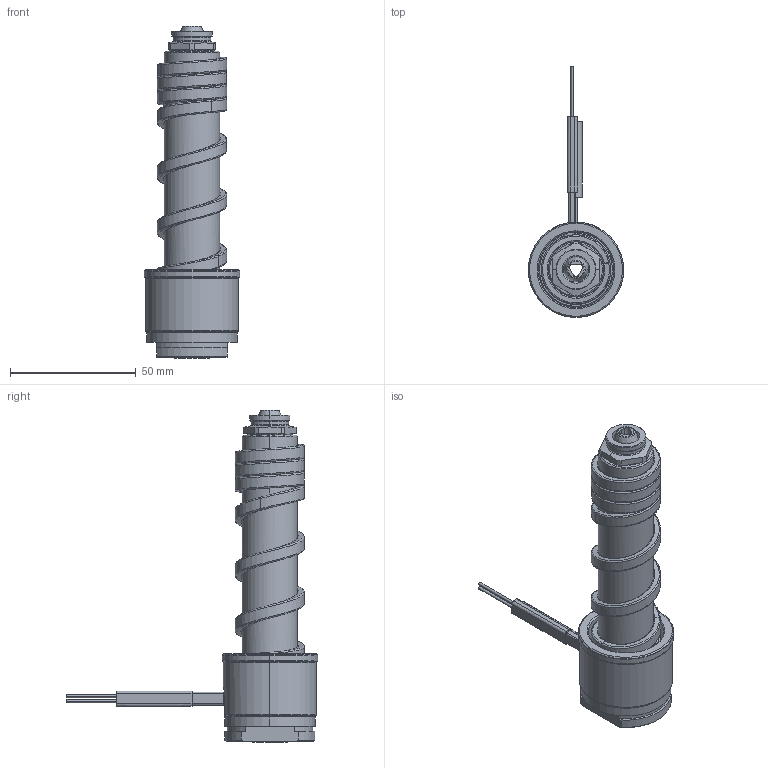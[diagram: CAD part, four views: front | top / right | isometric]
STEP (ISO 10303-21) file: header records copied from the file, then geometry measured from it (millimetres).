
FILE_DESCRIPTION((''),'2;1');
FILE_NAME('LS-136-CEG','2014-03-04T',('Íàòàëüÿ'),('IMID'),'PRO/ENGINEER BY PARAMETRIC TECHNOLOGY CORPORATION, 2010180','PRO/ENGINEER BY PARAMETRIC TECHNOLOGY CORPORATION, 2010180','');
FILE_SCHEMA(('CONFIG_CONTROL_DESIGN'));
Length unit declared in the file: millimetre
Products named in the file (1): LS-136-CEG
Bounding box: 38 x 100 x 132.2 mm (x, y, z)
Volume: 69146.8 mm3; surface area: 31023.7 mm2
Topology: 1 solids, 8 shells, 317 faces, 799 edges, 478 vertices
Faces by surface type: cylinder 108, bspline 56, cone 56, plane 51, torus 29, revolution 9, extrusion 8
Entity records: 18122 total; most frequent: CARTESIAN_POINT 10885, ORIENTED_EDGE 1558, DIRECTION 1397, EDGE_CURVE 791, AXIS2_PLACEMENT_3D 552, VERTEX_POINT 478, EDGE_LOOP 341, FACE_OUTER_BOUND 317
